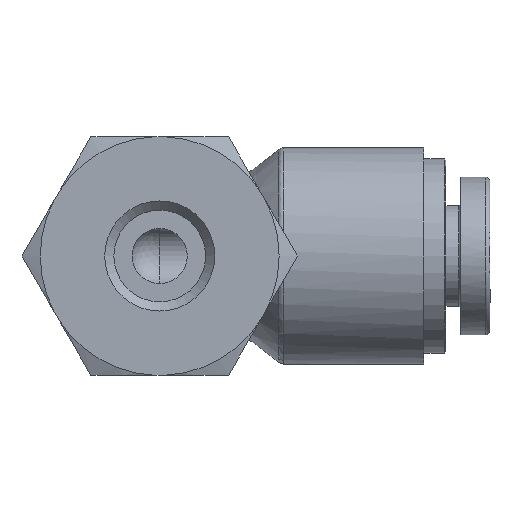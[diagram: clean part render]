
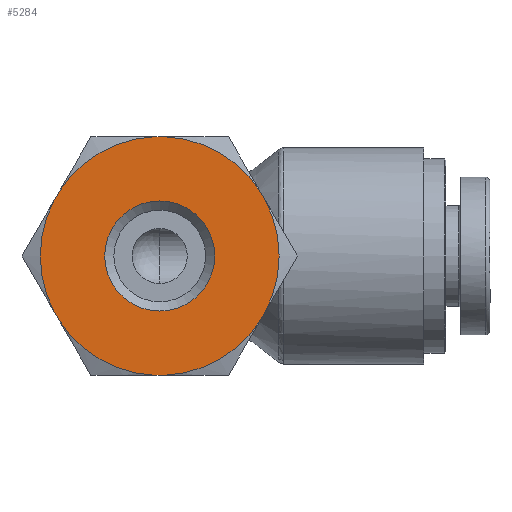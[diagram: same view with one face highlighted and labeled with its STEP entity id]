
A CAD part, front view. The second image highlights one B-rep face of the part: STEP entity #5284.
In plain terms, the highlighted face is planar.
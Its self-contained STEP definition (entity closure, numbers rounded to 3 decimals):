
#5140=CARTESIAN_POINT('',(-18.8,3.,0.));
#5141=VERTEX_POINT('',#5140);
#5142=CARTESIAN_POINT('',(-18.8,0.,0.0));
#5143=DIRECTION('',(-1.0,0.0,0.0));
#5144=DIRECTION('',(0.0,-1.0,0.0));
#5145=AXIS2_PLACEMENT_3D('',#5142,#5143,#5144);
#5146=CIRCLE('',#5145,3.);
#5147=EDGE_CURVE('',#5141,#5141,#5146,.T.);
#5172=CARTESIAN_POINT('',(-18.8,3.25,0.0));
#5173=DIRECTION('',(-1.0,0.0,0.0));
#5174=DIRECTION('',(0.0,0.0,1.0));
#5175=AXIS2_PLACEMENT_3D('',#5172,#5173,#5174);
#5176=PLANE('',#5175);
#5177=CARTESIAN_POINT('',(-18.8,5.764,3.017));
#5178=VERTEX_POINT('',#5177);
#5179=CARTESIAN_POINT('',(-18.8,5.764,-3.017));
#5180=VERTEX_POINT('',#5179);
#5181=CARTESIAN_POINT('',(-18.8,0.,0.0));
#5182=DIRECTION('',(-1.0,0.0,0.0));
#5183=DIRECTION('',(0.0,1.0,0.0));
#5184=AXIS2_PLACEMENT_3D('',#5181,#5182,#5183);
#5185=CIRCLE('',#5184,6.506);
#5186=EDGE_CURVE('',#5178,#5180,#5185,.T.);
#5187=ORIENTED_EDGE('',*,*,#5186,.T.);
#5188=CARTESIAN_POINT('',(-18.8,5.495,-3.483));
#5189=VERTEX_POINT('',#5188);
#5190=CARTESIAN_POINT('',(-18.8,5.495,-3.483));
#5191=DIRECTION('',(0.0,0.5,0.866));
#5192=VECTOR('',#5191,0.537);
#5193=LINE('',#5190,#5192);
#5194=EDGE_CURVE('',#5189,#5180,#5193,.T.);
#5195=ORIENTED_EDGE('',*,*,#5194,.F.);
#5196=CARTESIAN_POINT('',(-18.8,0.269,-6.5));
#5197=VERTEX_POINT('',#5196);
#5198=CARTESIAN_POINT('',(-18.8,0.,0.0));
#5199=DIRECTION('',(-1.0,0.0,0.0));
#5200=DIRECTION('',(0.0,1.0,0.0));
#5201=AXIS2_PLACEMENT_3D('',#5198,#5199,#5200);
#5202=CIRCLE('',#5201,6.506);
#5203=EDGE_CURVE('',#5189,#5197,#5202,.T.);
#5204=ORIENTED_EDGE('',*,*,#5203,.T.);
#5205=CARTESIAN_POINT('',(-18.8,-0.269,-6.5));
#5206=VERTEX_POINT('',#5205);
#5207=CARTESIAN_POINT('',(-18.8,-0.269,-6.5));
#5208=DIRECTION('',(0.0,1.0,0.0));
#5209=VECTOR('',#5208,0.537);
#5210=LINE('',#5207,#5209);
#5211=EDGE_CURVE('',#5206,#5197,#5210,.T.);
#5212=ORIENTED_EDGE('',*,*,#5211,.F.);
#5213=CARTESIAN_POINT('',(-18.8,-5.495,-3.483));
#5214=VERTEX_POINT('',#5213);
#5215=CARTESIAN_POINT('',(-18.8,0.,0.0));
#5216=DIRECTION('',(-1.0,0.0,0.0));
#5217=DIRECTION('',(0.0,1.0,0.0));
#5218=AXIS2_PLACEMENT_3D('',#5215,#5216,#5217);
#5219=CIRCLE('',#5218,6.506);
#5220=EDGE_CURVE('',#5206,#5214,#5219,.T.);
#5221=ORIENTED_EDGE('',*,*,#5220,.T.);
#5222=CARTESIAN_POINT('',(-18.8,-5.764,-3.017));
#5223=VERTEX_POINT('',#5222);
#5224=CARTESIAN_POINT('',(-18.8,-5.764,-3.017));
#5225=DIRECTION('',(0.0,0.5,-0.866));
#5226=VECTOR('',#5225,0.537);
#5227=LINE('',#5224,#5226);
#5228=EDGE_CURVE('',#5223,#5214,#5227,.T.);
#5229=ORIENTED_EDGE('',*,*,#5228,.F.);
#5230=CARTESIAN_POINT('',(-18.8,-5.764,3.017));
#5231=VERTEX_POINT('',#5230);
#5232=CARTESIAN_POINT('',(-18.8,0.,0.0));
#5233=DIRECTION('',(-1.0,0.0,0.0));
#5234=DIRECTION('',(0.0,1.0,0.0));
#5235=AXIS2_PLACEMENT_3D('',#5232,#5233,#5234);
#5236=CIRCLE('',#5235,6.506);
#5237=EDGE_CURVE('',#5223,#5231,#5236,.T.);
#5238=ORIENTED_EDGE('',*,*,#5237,.T.);
#5239=CARTESIAN_POINT('',(-18.8,-5.495,3.483));
#5240=VERTEX_POINT('',#5239);
#5241=CARTESIAN_POINT('',(-18.8,-5.495,3.483));
#5242=DIRECTION('',(0.0,-0.5,-0.866));
#5243=VECTOR('',#5242,0.537);
#5244=LINE('',#5241,#5243);
#5245=EDGE_CURVE('',#5240,#5231,#5244,.T.);
#5246=ORIENTED_EDGE('',*,*,#5245,.F.);
#5247=CARTESIAN_POINT('',(-18.8,-0.269,6.5));
#5248=VERTEX_POINT('',#5247);
#5249=CARTESIAN_POINT('',(-18.8,0.,0.0));
#5250=DIRECTION('',(-1.0,0.0,0.0));
#5251=DIRECTION('',(0.0,1.0,0.0));
#5252=AXIS2_PLACEMENT_3D('',#5249,#5250,#5251);
#5253=CIRCLE('',#5252,6.506);
#5254=EDGE_CURVE('',#5240,#5248,#5253,.T.);
#5255=ORIENTED_EDGE('',*,*,#5254,.T.);
#5256=CARTESIAN_POINT('',(-18.8,0.269,6.5));
#5257=VERTEX_POINT('',#5256);
#5258=CARTESIAN_POINT('',(-18.8,0.269,6.5));
#5259=DIRECTION('',(0.0,-1.0,0.0));
#5260=VECTOR('',#5259,0.537);
#5261=LINE('',#5258,#5260);
#5262=EDGE_CURVE('',#5257,#5248,#5261,.T.);
#5263=ORIENTED_EDGE('',*,*,#5262,.F.);
#5264=CARTESIAN_POINT('',(-18.8,5.495,3.483));
#5265=VERTEX_POINT('',#5264);
#5266=CARTESIAN_POINT('',(-18.8,0.,0.0));
#5267=DIRECTION('',(-1.0,0.0,0.0));
#5268=DIRECTION('',(0.0,1.0,0.0));
#5269=AXIS2_PLACEMENT_3D('',#5266,#5267,#5268);
#5270=CIRCLE('',#5269,6.506);
#5271=EDGE_CURVE('',#5257,#5265,#5270,.T.);
#5272=ORIENTED_EDGE('',*,*,#5271,.T.);
#5273=CARTESIAN_POINT('',(-18.8,5.764,3.017));
#5274=DIRECTION('',(0.0,-0.5,0.866));
#5275=VECTOR('',#5274,0.537);
#5276=LINE('',#5273,#5275);
#5277=EDGE_CURVE('',#5178,#5265,#5276,.T.);
#5278=ORIENTED_EDGE('',*,*,#5277,.F.);
#5279=EDGE_LOOP('',(#5187,#5195,#5204,#5212,#5221,#5229,#5238,#5246,#5255,#5263,#5272,#5278));
#5280=FACE_OUTER_BOUND('',#5279,.T.);
#5281=ORIENTED_EDGE('',*,*,#5147,.F.);
#5282=EDGE_LOOP('',(#5281));
#5283=FACE_BOUND('',#5282,.T.);
#5284=ADVANCED_FACE('',(#5280,#5283),#5176,.T.);
